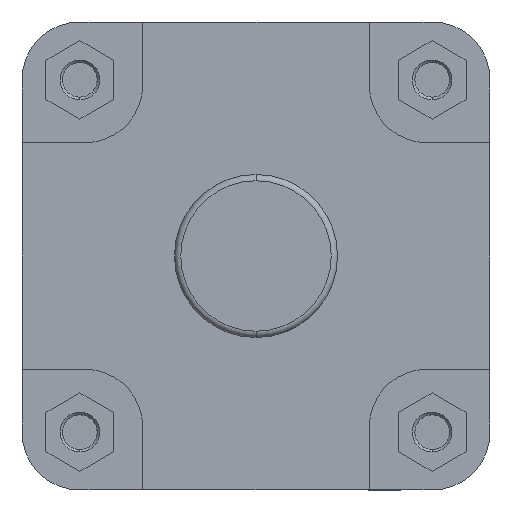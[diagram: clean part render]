
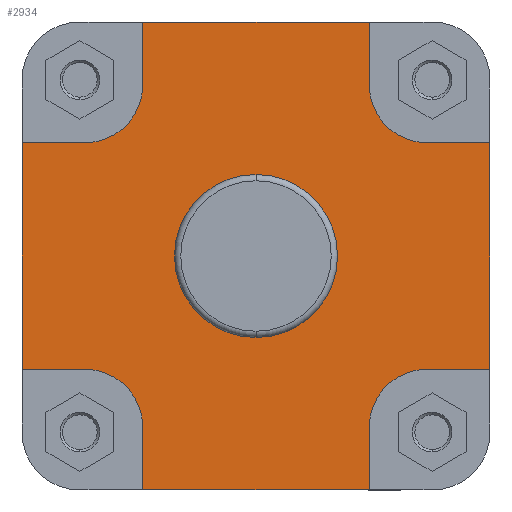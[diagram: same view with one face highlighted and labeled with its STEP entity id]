
A CAD part, left-side view. The second image highlights one B-rep face of the part: STEP entity #2934.
In plain terms, the highlighted planar face has unit normal (-1, 0, 0).
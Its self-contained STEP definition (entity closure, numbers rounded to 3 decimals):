
#153 = EDGE_CURVE ( 'NONE', #2431, #2433, #5600, .T. ) ;
#201 = EDGE_CURVE ( 'NONE', #2433, #2431, #865, .T. ) ;
#292 = AXIS2_PLACEMENT_3D ( 'NONE', #1213, #1220, #1221 ) ;
#293 = AXIS2_PLACEMENT_3D ( 'NONE', #1114, #1116, #1117 ) ;
#538 = AXIS2_PLACEMENT_3D ( 'NONE', #4013, #4024, #4025 ) ;
#619 = AXIS2_PLACEMENT_3D ( 'NONE', #4332, #4339, #4340 ) ;
#625 = AXIS2_PLACEMENT_3D ( 'NONE', #4351, #4352, #4353 ) ;
#627 = AXIS2_PLACEMENT_3D ( 'NONE', #4360, #4361, #4362 ) ;
#628 = AXIS2_PLACEMENT_3D ( 'NONE', #4369, #4370, #4371 ) ;
#865 = CIRCLE ( 'NONE', #292, 32.4 ) ;
#1114 = CARTESIAN_POINT ( 'NONE',  ( 55., 0., 0. ) ) ;
#1116 = DIRECTION ( 'NONE',  ( -1., 0., 0. ) ) ;
#1117 = DIRECTION ( 'NONE',  ( 0., 0., 1. ) ) ;
#1213 = CARTESIAN_POINT ( 'NONE',  ( 55., 0., 0. ) ) ;
#1220 = DIRECTION ( 'NONE',  ( -1., 0., 0. ) ) ;
#1221 = DIRECTION ( 'NONE',  ( 0., 0., 1. ) ) ;
#1472 = CARTESIAN_POINT ( 'NONE',  ( 55., -93., -45. ) ) ;
#1480 = CARTESIAN_POINT ( 'NONE',  ( 55., 68., 45. ) ) ;
#1481 = CARTESIAN_POINT ( 'NONE',  ( 55., 45., 68. ) ) ;
#1483 = CARTESIAN_POINT ( 'NONE',  ( 55., 93., 45. ) ) ;
#1484 = CARTESIAN_POINT ( 'NONE',  ( 55., -68., -45. ) ) ;
#1487 = CARTESIAN_POINT ( 'NONE',  ( 55., -45., 68. ) ) ;
#1490 = CARTESIAN_POINT ( 'NONE',  ( 55., -93., 45. ) ) ;
#1498 = CARTESIAN_POINT ( 'NONE',  ( 55., 68., -45. ) ) ;
#1508 = CARTESIAN_POINT ( 'NONE',  ( 55., 93., -45. ) ) ;
#1544 = CARTESIAN_POINT ( 'NONE',  ( 55., 45., -93. ) ) ;
#1550 = CARTESIAN_POINT ( 'NONE',  ( 55., 45., -68. ) ) ;
#1552 = CARTESIAN_POINT ( 'NONE',  ( 55., -45., -68. ) ) ;
#1568 = CARTESIAN_POINT ( 'NONE',  ( 55., -45., -93. ) ) ;
#1588 = CARTESIAN_POINT ( 'NONE',  ( 55., 45., 93. ) ) ;
#1591 = CARTESIAN_POINT ( 'NONE',  ( 55., -68., 45. ) ) ;
#1595 = CARTESIAN_POINT ( 'NONE',  ( 55., 0., -32.4 ) ) ;
#1597 = CARTESIAN_POINT ( 'NONE',  ( 55., 0., 32.4 ) ) ;
#1599 = CARTESIAN_POINT ( 'NONE',  ( 55., -45., 93. ) ) ;
#2298 = VERTEX_POINT ( 'NONE', #1472 ) ;
#2306 = VERTEX_POINT ( 'NONE', #1480 ) ;
#2307 = VERTEX_POINT ( 'NONE', #1481 ) ;
#2309 = VERTEX_POINT ( 'NONE', #1483 ) ;
#2310 = VERTEX_POINT ( 'NONE', #1484 ) ;
#2313 = VERTEX_POINT ( 'NONE', #1487 ) ;
#2318 = VERTEX_POINT ( 'NONE', #1490 ) ;
#2327 = VERTEX_POINT ( 'NONE', #1498 ) ;
#2340 = VERTEX_POINT ( 'NONE', #1508 ) ;
#2380 = VERTEX_POINT ( 'NONE', #1544 ) ;
#2386 = VERTEX_POINT ( 'NONE', #1550 ) ;
#2388 = VERTEX_POINT ( 'NONE', #1552 ) ;
#2404 = VERTEX_POINT ( 'NONE', #1568 ) ;
#2424 = VERTEX_POINT ( 'NONE', #1588 ) ;
#2427 = VERTEX_POINT ( 'NONE', #1591 ) ;
#2431 = VERTEX_POINT ( 'NONE', #1595 ) ;
#2433 = VERTEX_POINT ( 'NONE', #1597 ) ;
#2435 = VERTEX_POINT ( 'NONE', #1599 ) ;
#2934 = ADVANCED_FACE ( 'NONE', ( #3426, #3419 ), #4023, .F. ) ;
#3419 = FACE_OUTER_BOUND ( 'NONE', #6340, .T. ) ;
#3426 = FACE_BOUND ( 'NONE', #6361, .T. ) ;
#3571 = LINE ( 'NONE', #4343, #3591 ) ;
#3584 = LINE ( 'NONE', #4341, #3590 ) ;
#3585 = VECTOR ( 'NONE', #4342, 1000. ) ;
#3586 = LINE ( 'NONE', #4345, #3593 ) ;
#3588 = LINE ( 'NONE', #4336, #3585 ) ;
#3589 = CIRCLE ( 'NONE', #619, 23. ) ;
#3590 = VECTOR ( 'NONE', #4344, 1000. ) ;
#3591 = VECTOR ( 'NONE', #4346, 1000. ) ;
#3593 = VECTOR ( 'NONE', #4347, 1000. ) ;
#3594 = VECTOR ( 'NONE', #4355, 1000. ) ;
#3595 = LINE ( 'NONE', #4349, #3596 ) ;
#3596 = VECTOR ( 'NONE', #4350, 1000. ) ;
#3597 = LINE ( 'NONE', #4354, #3600 ) ;
#3598 = LINE ( 'NONE', #4348, #3594 ) ;
#3599 = CIRCLE ( 'NONE', #625, 23. ) ;
#3600 = VECTOR ( 'NONE', #4356, 1000. ) ;
#3601 = VECTOR ( 'NONE', #4364, 1000. ) ;
#3602 = LINE ( 'NONE', #4358, #3603 ) ;
#3603 = VECTOR ( 'NONE', #4359, 1000. ) ;
#3604 = LINE ( 'NONE', #4363, #3607 ) ;
#3605 = LINE ( 'NONE', #4357, #3601 ) ;
#3606 = CIRCLE ( 'NONE', #627, 23. ) ;
#3607 = VECTOR ( 'NONE', #4365, 1000. ) ;
#3608 = VECTOR ( 'NONE', #4374, 1000. ) ;
#3609 = LINE ( 'NONE', #4367, #3610 ) ;
#3610 = VECTOR ( 'NONE', #4368, 1000. ) ;
#3613 = LINE ( 'NONE', #4366, #3608 ) ;
#3614 = CIRCLE ( 'NONE', #628, 23. ) ;
#4013 = CARTESIAN_POINT ( 'NONE',  ( 55., 32.4, 0. ) ) ;
#4023 = PLANE ( 'NONE',  #538 ) ;
#4024 = DIRECTION ( 'NONE',  ( 1., 0., 0. ) ) ;
#4025 = DIRECTION ( 'NONE',  ( 0., 0., -1. ) ) ;
#4332 = CARTESIAN_POINT ( 'NONE',  ( 55., -68., -68. ) ) ;
#4336 = CARTESIAN_POINT ( 'NONE',  ( 55., -93., -45. ) ) ;
#4339 = DIRECTION ( 'NONE',  ( -1., 0., 0. ) ) ;
#4340 = DIRECTION ( 'NONE',  ( 0., 0., -1. ) ) ;
#4341 = CARTESIAN_POINT ( 'NONE',  ( 55., -204.741, -93. ) ) ;
#4342 = DIRECTION ( 'NONE',  ( 0., 1., 0. ) ) ;
#4343 = CARTESIAN_POINT ( 'NONE',  ( 55., -45., -68. ) ) ;
#4344 = DIRECTION ( 'NONE',  ( 0., -1., 0. ) ) ;
#4345 = CARTESIAN_POINT ( 'NONE',  ( 55., -93., 0. ) ) ;
#4346 = DIRECTION ( 'NONE',  ( 0., 0., -1. ) ) ;
#4347 = DIRECTION ( 'NONE',  ( 0., 0., 1. ) ) ;
#4348 = CARTESIAN_POINT ( 'NONE',  ( 55., -45., 93. ) ) ;
#4349 = CARTESIAN_POINT ( 'NONE',  ( 55., -68., 45. ) ) ;
#4350 = DIRECTION ( 'NONE',  ( 0., -1., 0. ) ) ;
#4351 = CARTESIAN_POINT ( 'NONE',  ( 55., -68., 68. ) ) ;
#4352 = DIRECTION ( 'NONE',  ( -1., 0., 0. ) ) ;
#4353 = DIRECTION ( 'NONE',  ( 0., 0., -1. ) ) ;
#4354 = CARTESIAN_POINT ( 'NONE',  ( 55., -204.741, 93. ) ) ;
#4355 = DIRECTION ( 'NONE',  ( 0., 0., -1. ) ) ;
#4356 = DIRECTION ( 'NONE',  ( 0., -1., 0. ) ) ;
#4357 = CARTESIAN_POINT ( 'NONE',  ( 55., 93., 45. ) ) ;
#4358 = CARTESIAN_POINT ( 'NONE',  ( 55., 45., 68. ) ) ;
#4359 = DIRECTION ( 'NONE',  ( 0., 0., 1. ) ) ;
#4360 = CARTESIAN_POINT ( 'NONE',  ( 55., 68., 68. ) ) ;
#4361 = DIRECTION ( 'NONE',  ( -1., 0., 0. ) ) ;
#4362 = DIRECTION ( 'NONE',  ( 0., 0., -1. ) ) ;
#4363 = CARTESIAN_POINT ( 'NONE',  ( 55., 93., 0. ) ) ;
#4364 = DIRECTION ( 'NONE',  ( 0., -1., 0. ) ) ;
#4365 = DIRECTION ( 'NONE',  ( 0., 0., 1. ) ) ;
#4366 = CARTESIAN_POINT ( 'NONE',  ( 55., 45., -93. ) ) ;
#4367 = CARTESIAN_POINT ( 'NONE',  ( 55., 68., -45. ) ) ;
#4368 = DIRECTION ( 'NONE',  ( 0., 1., 0. ) ) ;
#4369 = CARTESIAN_POINT ( 'NONE',  ( 55., 68., -68. ) ) ;
#4370 = DIRECTION ( 'NONE',  ( -1., 0., 0. ) ) ;
#4371 = DIRECTION ( 'NONE',  ( 0., 0., -1. ) ) ;
#4374 = DIRECTION ( 'NONE',  ( 0., 0., 1. ) ) ;
#5536 = ORIENTED_EDGE ( 'NONE', *, *, #5876, .F. ) ;
#5544 = ORIENTED_EDGE ( 'NONE', *, *, #5871, .F. ) ;
#5551 = ORIENTED_EDGE ( 'NONE', *, *, #5874, .F. ) ;
#5552 = ORIENTED_EDGE ( 'NONE', *, *, #5868, .F. ) ;
#5561 = ORIENTED_EDGE ( 'NONE', *, *, #5863, .T. ) ;
#5563 = ORIENTED_EDGE ( 'NONE', *, *, #5872, .F. ) ;
#5572 = ORIENTED_EDGE ( 'NONE', *, *, #5873, .F. ) ;
#5577 = ORIENTED_EDGE ( 'NONE', *, *, #5865, .T. ) ;
#5600 = CIRCLE ( 'NONE', #293, 32.4 ) ;
#5627 = ORIENTED_EDGE ( 'NONE', *, *, #153, .F. ) ;
#5628 = ORIENTED_EDGE ( 'NONE', *, *, #201, .F. ) ;
#5639 = ORIENTED_EDGE ( 'NONE', *, *, #5861, .F. ) ;
#5653 = ORIENTED_EDGE ( 'NONE', *, *, #5864, .F. ) ;
#5661 = ORIENTED_EDGE ( 'NONE', *, *, #5870, .F. ) ;
#5709 = ORIENTED_EDGE ( 'NONE', *, *, #5866, .F. ) ;
#5715 = ORIENTED_EDGE ( 'NONE', *, *, #5869, .F. ) ;
#5780 = ORIENTED_EDGE ( 'NONE', *, *, #5875, .F. ) ;
#5835 = ORIENTED_EDGE ( 'NONE', *, *, #5867, .F. ) ;
#5848 = ORIENTED_EDGE ( 'NONE', *, *, #5862, .F. ) ;
#5861 = EDGE_CURVE ( 'NONE', #2310, #2388, #3589, .T. ) ;
#5862 = EDGE_CURVE ( 'NONE', #2298, #2310, #3588, .T. ) ;
#5863 = EDGE_CURVE ( 'NONE', #2380, #2404, #3584, .T. ) ;
#5864 = EDGE_CURVE ( 'NONE', #2388, #2404, #3571, .T. ) ;
#5865 = EDGE_CURVE ( 'NONE', #2298, #2318, #3586, .T. ) ;
#5866 = EDGE_CURVE ( 'NONE', #2427, #2318, #3595, .T. ) ;
#5867 = EDGE_CURVE ( 'NONE', #2313, #2427, #3599, .T. ) ;
#5868 = EDGE_CURVE ( 'NONE', #2435, #2313, #3598, .T. ) ;
#5869 = EDGE_CURVE ( 'NONE', #2424, #2435, #3597, .T. ) ;
#5870 = EDGE_CURVE ( 'NONE', #2307, #2424, #3602, .T. ) ;
#5871 = EDGE_CURVE ( 'NONE', #2306, #2307, #3606, .T. ) ;
#5872 = EDGE_CURVE ( 'NONE', #2309, #2306, #3605, .T. ) ;
#5873 = EDGE_CURVE ( 'NONE', #2340, #2309, #3604, .T. ) ;
#5874 = EDGE_CURVE ( 'NONE', #2327, #2340, #3609, .T. ) ;
#5875 = EDGE_CURVE ( 'NONE', #2386, #2327, #3614, .T. ) ;
#5876 = EDGE_CURVE ( 'NONE', #2380, #2386, #3613, .T. ) ;
#6340 = EDGE_LOOP ( 'NONE', ( #5561, #5653, #5639, #5848, #5577, #5709, #5835, #5552, #5715, #5661, #5544, #5563, #5572, #5551, #5780, #5536 ) ) ;
#6361 = EDGE_LOOP ( 'NONE', ( #5628, #5627 ) ) ;
